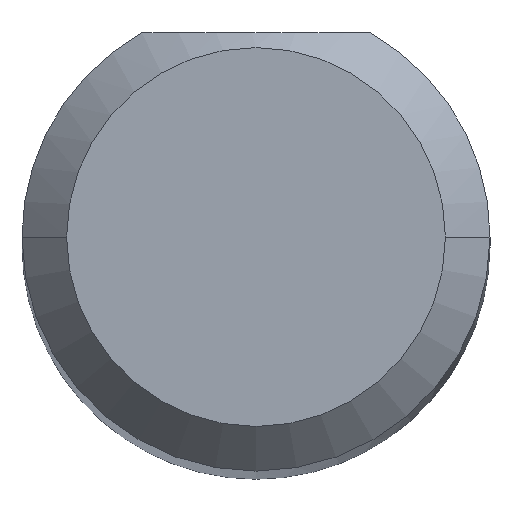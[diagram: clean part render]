
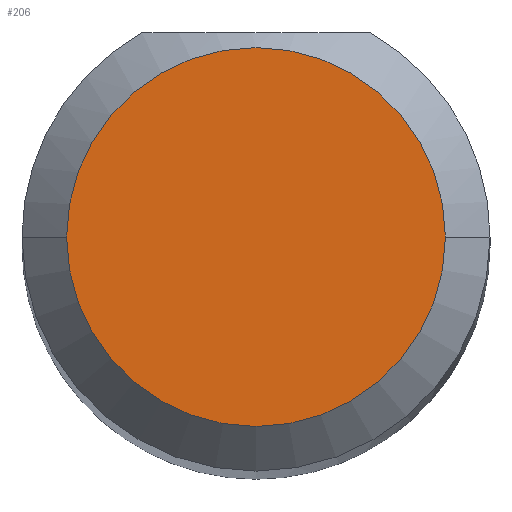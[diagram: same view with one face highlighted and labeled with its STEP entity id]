
A CAD part, top view. The second image highlights one B-rep face of the part: STEP entity #206.
In plain terms, the highlighted planar face has unit normal (0, 0, 1).
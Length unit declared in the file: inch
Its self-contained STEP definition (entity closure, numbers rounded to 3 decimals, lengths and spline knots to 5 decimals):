
#16 = VERTEX_POINT ( 'NONE', #221 ) ;
#48 = CIRCLE ( 'NONE', #358, 0.06374 ) ;
#55 = FACE_OUTER_BOUND ( 'NONE', #421, .T. ) ;
#73 = CARTESIAN_POINT ( 'NONE',  ( 0.06374, 0., 1.9685 ) ) ;
#85 = PLANE ( 'NONE',  #353 ) ;
#97 = VERTEX_POINT ( 'NONE', #73 ) ;
#194 = CARTESIAN_POINT ( 'NONE',  ( 0., 0., 1.9685 ) ) ;
#206 = ADVANCED_FACE ( 'NONE', ( #55 ), #85, .T. ) ;
#216 = DIRECTION ( 'NONE',  ( 0., 0., 1. ) ) ;
#221 = CARTESIAN_POINT ( 'NONE',  ( -0.06374, 0., 1.9685 ) ) ;
#253 = ORIENTED_EDGE ( 'NONE', *, *, #415, .T. ) ;
#256 = DIRECTION ( 'NONE',  ( 1., 0., 0. ) ) ;
#259 = EDGE_CURVE ( 'NONE', #97, #16, #499, .T. ) ;
#298 = DIRECTION ( 'NONE',  ( 1., 0., 0. ) ) ;
#304 = ORIENTED_EDGE ( 'NONE', *, *, #259, .T. ) ;
#328 = CARTESIAN_POINT ( 'NONE',  ( 0., 0., 1.9685 ) ) ;
#335 = CARTESIAN_POINT ( 'NONE',  ( 0., 0., 1.9685 ) ) ;
#347 = DIRECTION ( 'NONE',  ( 0., 0., 1. ) ) ;
#353 = AXIS2_PLACEMENT_3D ( 'NONE', #328, #216, #256 ) ;
#358 = AXIS2_PLACEMENT_3D ( 'NONE', #194, #347, #429 ) ;
#415 = EDGE_CURVE ( 'NONE', #16, #97, #48, .T. ) ;
#421 = EDGE_LOOP ( 'NONE', ( #253, #304 ) ) ;
#429 = DIRECTION ( 'NONE',  ( 1., 0., 0. ) ) ;
#434 = AXIS2_PLACEMENT_3D ( 'NONE', #335, #501, #298 ) ;
#499 = CIRCLE ( 'NONE', #434, 0.06374 ) ;
#501 = DIRECTION ( 'NONE',  ( 0., 0., 1. ) ) ;
